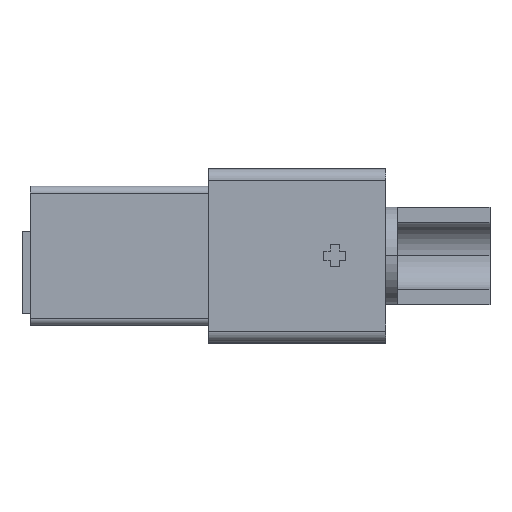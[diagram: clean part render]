
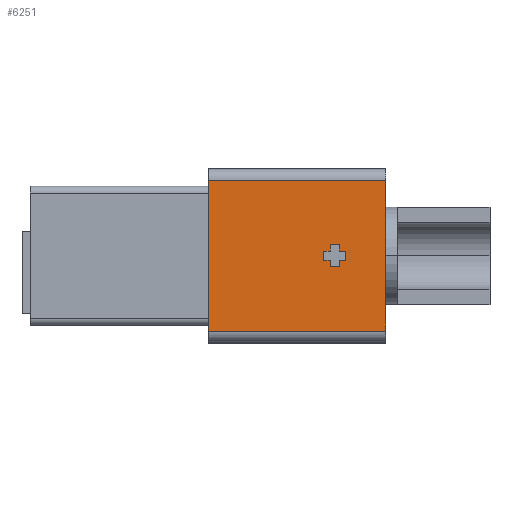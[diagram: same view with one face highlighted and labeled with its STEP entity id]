
A CAD part, top view. The second image highlights one B-rep face of the part: STEP entity #6251.
In plain terms, the highlighted planar face has unit normal (0, 0, 1).
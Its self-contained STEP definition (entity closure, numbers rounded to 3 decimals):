
#202 = LINE ( 'NONE', #9962, #5761 ) ;
#216 = CARTESIAN_POINT ( 'NONE',  ( 6.275, -0.2, 6.475 ) ) ;
#309 = VERTEX_POINT ( 'NONE', #1265 ) ;
#448 = VERTEX_POINT ( 'NONE', #1564 ) ;
#459 = LINE ( 'NONE', #10807, #13944 ) ;
#495 = CARTESIAN_POINT ( 'NONE',  ( 8., 0.475, 6.475 ) ) ;
#801 = ORIENTED_EDGE ( 'NONE', *, *, #12092, .F. ) ;
#1041 = VERTEX_POINT ( 'NONE', #13480 ) ;
#1109 = DIRECTION ( 'NONE',  ( 1., 0., 0. ) ) ;
#1265 = CARTESIAN_POINT ( 'NONE',  ( 5.6, -0.2, 6.475 ) ) ;
#1564 = CARTESIAN_POINT ( 'NONE',  ( 6., -0.2, 6.475 ) ) ;
#1584 = EDGE_CURVE ( 'NONE', #8196, #13467, #5448, .T. ) ;
#1743 = DIRECTION ( 'NONE',  ( -1., 0., 0. ) ) ;
#1771 = EDGE_LOOP ( 'NONE', ( #6948, #11088, #5126, #10738 ) ) ;
#1867 = CARTESIAN_POINT ( 'NONE',  ( 8., 3.25, 6.475 ) ) ;
#2006 = LINE ( 'NONE', #14405, #6253 ) ;
#2061 = DIRECTION ( 'NONE',  ( 0., -1., 0. ) ) ;
#2093 = LINE ( 'NONE', #7973, #11559 ) ;
#2224 = AXIS2_PLACEMENT_3D ( 'NONE', #2551, #13622, #12822 ) ;
#2551 = CARTESIAN_POINT ( 'NONE',  ( 8., -3.75, 6.475 ) ) ;
#2584 = CARTESIAN_POINT ( 'NONE',  ( 5.6, 0.475, 6.475 ) ) ;
#2610 = EDGE_CURVE ( 'NONE', #309, #8196, #10962, .T. ) ;
#2658 = DIRECTION ( 'NONE',  ( 1., 0., 0. ) ) ;
#2719 = DIRECTION ( 'NONE',  ( -1., 0., 0. ) ) ;
#2774 = ORIENTED_EDGE ( 'NONE', *, *, #1584, .F. ) ;
#3114 = CARTESIAN_POINT ( 'NONE',  ( 5.325, -0.2, 6.475 ) ) ;
#3186 = DIRECTION ( 'NONE',  ( 0., 1., 0. ) ) ;
#3192 = DIRECTION ( 'NONE',  ( 0., -1., 0. ) ) ;
#3337 = ORIENTED_EDGE ( 'NONE', *, *, #12157, .F. ) ;
#3427 = EDGE_CURVE ( 'NONE', #10303, #5052, #4863, .T. ) ;
#3463 = ORIENTED_EDGE ( 'NONE', *, *, #13086, .F. ) ;
#3494 = DIRECTION ( 'NONE',  ( 0., -1., 0. ) ) ;
#3528 = LINE ( 'NONE', #6846, #8816 ) ;
#3567 = VECTOR ( 'NONE', #2061, 1000. ) ;
#4697 = CARTESIAN_POINT ( 'NONE',  ( 6., -0.475, 6.475 ) ) ;
#4863 = LINE ( 'NONE', #9257, #6403 ) ;
#5052 = VERTEX_POINT ( 'NONE', #12677 ) ;
#5126 = ORIENTED_EDGE ( 'NONE', *, *, #8989, .F. ) ;
#5240 = VECTOR ( 'NONE', #2658, 1000. ) ;
#5448 = LINE ( 'NONE', #14377, #5911 ) ;
#5751 = DIRECTION ( 'NONE',  ( 0., -1., 0. ) ) ;
#5761 = VECTOR ( 'NONE', #3494, 1000. ) ;
#5911 = VECTOR ( 'NONE', #6473, 1000. ) ;
#5917 = LINE ( 'NONE', #10383, #6268 ) ;
#6114 = EDGE_CURVE ( 'NONE', #8016, #12594, #202, .T. ) ;
#6251 = ADVANCED_FACE ( 'NONE', ( #8132, #12614 ), #11434, .F. ) ;
#6253 = VECTOR ( 'NONE', #3186, 1000. ) ;
#6268 = VECTOR ( 'NONE', #8599, 1000. ) ;
#6378 = EDGE_CURVE ( 'NONE', #8788, #1041, #8837, .T. ) ;
#6403 = VECTOR ( 'NONE', #2719, 1000. ) ;
#6459 = EDGE_CURVE ( 'NONE', #1041, #7525, #10026, .T. ) ;
#6473 = DIRECTION ( 'NONE',  ( 1., 0., 0. ) ) ;
#6477 = CARTESIAN_POINT ( 'NONE',  ( 8., -0.2, 6.475 ) ) ;
#6846 = CARTESIAN_POINT ( 'NONE',  ( 5.325, -3.75, 6.475 ) ) ;
#6908 = CARTESIAN_POINT ( 'NONE',  ( 5.6, 0.2, 6.475 ) ) ;
#6929 = ORIENTED_EDGE ( 'NONE', *, *, #7278, .F. ) ;
#6948 = ORIENTED_EDGE ( 'NONE', *, *, #6459, .F. ) ;
#7278 = EDGE_CURVE ( 'NONE', #12419, #10303, #2006, .T. ) ;
#7294 = DIRECTION ( 'NONE',  ( -1., 0., 0. ) ) ;
#7375 = VERTEX_POINT ( 'NONE', #7807 ) ;
#7459 = CARTESIAN_POINT ( 'NONE',  ( 6., 0.475, 6.475 ) ) ;
#7516 = CARTESIAN_POINT ( 'NONE',  ( 5.6, -3.75, 6.475 ) ) ;
#7525 = VERTEX_POINT ( 'NONE', #10524 ) ;
#7633 = VECTOR ( 'NONE', #1109, 1000. ) ;
#7654 = LINE ( 'NONE', #11174, #10008 ) ;
#7807 = CARTESIAN_POINT ( 'NONE',  ( 0.35, 3.25, 6.475 ) ) ;
#7871 = EDGE_CURVE ( 'NONE', #8145, #13581, #3528, .T. ) ;
#7965 = ORIENTED_EDGE ( 'NONE', *, *, #6114, .F. ) ;
#7973 = CARTESIAN_POINT ( 'NONE',  ( 0.35, 3.25, 6.475 ) ) ;
#7988 = EDGE_LOOP ( 'NONE', ( #13069, #6929, #14078, #10286, #2774, #8898, #3337, #11052, #801, #7965, #11133, #3463 ) ) ;
#7993 = CARTESIAN_POINT ( 'NONE',  ( 5.325, 0.2, 6.475 ) ) ;
#8016 = VERTEX_POINT ( 'NONE', #2584 ) ;
#8132 = FACE_OUTER_BOUND ( 'NONE', #1771, .T. ) ;
#8145 = VERTEX_POINT ( 'NONE', #7993 ) ;
#8196 = VERTEX_POINT ( 'NONE', #11079 ) ;
#8511 = EDGE_CURVE ( 'NONE', #7525, #7375, #2093, .T. ) ;
#8599 = DIRECTION ( 'NONE',  ( 0., 1., 0. ) ) ;
#8788 = VERTEX_POINT ( 'NONE', #1867 ) ;
#8816 = VECTOR ( 'NONE', #5751, 1000. ) ;
#8837 = LINE ( 'NONE', #10084, #14407 ) ;
#8898 = ORIENTED_EDGE ( 'NONE', *, *, #2610, .F. ) ;
#8989 = EDGE_CURVE ( 'NONE', #7375, #8788, #13815, .T. ) ;
#9257 = CARTESIAN_POINT ( 'NONE',  ( 8., 0.2, 6.475 ) ) ;
#9962 = CARTESIAN_POINT ( 'NONE',  ( 5.6, -3.75, 6.475 ) ) ;
#9990 = LINE ( 'NONE', #11016, #11605 ) ;
#10008 = VECTOR ( 'NONE', #10133, 1000. ) ;
#10026 = LINE ( 'NONE', #13311, #10202 ) ;
#10061 = LINE ( 'NONE', #6477, #7633 ) ;
#10084 = CARTESIAN_POINT ( 'NONE',  ( 8., -3.75, 6.475 ) ) ;
#10097 = DIRECTION ( 'NONE',  ( 0., 1., 0. ) ) ;
#10133 = DIRECTION ( 'NONE',  ( 0., 1., 0. ) ) ;
#10202 = VECTOR ( 'NONE', #12363, 1000. ) ;
#10286 = ORIENTED_EDGE ( 'NONE', *, *, #12921, .F. ) ;
#10303 = VERTEX_POINT ( 'NONE', #10333 ) ;
#10333 = CARTESIAN_POINT ( 'NONE',  ( 6.275, 0.2, 6.475 ) ) ;
#10383 = CARTESIAN_POINT ( 'NONE',  ( 6., -3.75, 6.475 ) ) ;
#10524 = CARTESIAN_POINT ( 'NONE',  ( 0.35, -3.25, 6.475 ) ) ;
#10738 = ORIENTED_EDGE ( 'NONE', *, *, #8511, .F. ) ;
#10807 = CARTESIAN_POINT ( 'NONE',  ( 8., 0.2, 6.475 ) ) ;
#10962 = LINE ( 'NONE', #7516, #3567 ) ;
#11016 = CARTESIAN_POINT ( 'NONE',  ( 8., -0.2, 6.475 ) ) ;
#11052 = ORIENTED_EDGE ( 'NONE', *, *, #7871, .F. ) ;
#11079 = CARTESIAN_POINT ( 'NONE',  ( 5.6, -0.475, 6.475 ) ) ;
#11088 = ORIENTED_EDGE ( 'NONE', *, *, #6378, .F. ) ;
#11133 = ORIENTED_EDGE ( 'NONE', *, *, #12655, .F. ) ;
#11157 = EDGE_CURVE ( 'NONE', #448, #12419, #9990, .T. ) ;
#11174 = CARTESIAN_POINT ( 'NONE',  ( 6., -3.75, 6.475 ) ) ;
#11434 = PLANE ( 'NONE',  #2224 ) ;
#11559 = VECTOR ( 'NONE', #10097, 1000. ) ;
#11605 = VECTOR ( 'NONE', #12111, 1000. ) ;
#11748 = VERTEX_POINT ( 'NONE', #7459 ) ;
#12092 = EDGE_CURVE ( 'NONE', #12594, #8145, #459, .T. ) ;
#12111 = DIRECTION ( 'NONE',  ( 1., 0., 0. ) ) ;
#12157 = EDGE_CURVE ( 'NONE', #13581, #309, #10061, .T. ) ;
#12363 = DIRECTION ( 'NONE',  ( -1., 0., 0. ) ) ;
#12419 = VERTEX_POINT ( 'NONE', #216 ) ;
#12594 = VERTEX_POINT ( 'NONE', #6908 ) ;
#12614 = FACE_BOUND ( 'NONE', #7988, .T. ) ;
#12651 = CARTESIAN_POINT ( 'NONE',  ( 8., 3.25, 6.475 ) ) ;
#12655 = EDGE_CURVE ( 'NONE', #11748, #8016, #12763, .T. ) ;
#12677 = CARTESIAN_POINT ( 'NONE',  ( 6., 0.2, 6.475 ) ) ;
#12763 = LINE ( 'NONE', #495, #14206 ) ;
#12822 = DIRECTION ( 'NONE',  ( -1., 0., 0. ) ) ;
#12921 = EDGE_CURVE ( 'NONE', #13467, #448, #5917, .T. ) ;
#13069 = ORIENTED_EDGE ( 'NONE', *, *, #3427, .F. ) ;
#13086 = EDGE_CURVE ( 'NONE', #5052, #11748, #7654, .T. ) ;
#13311 = CARTESIAN_POINT ( 'NONE',  ( 8., -3.25, 6.475 ) ) ;
#13467 = VERTEX_POINT ( 'NONE', #4697 ) ;
#13480 = CARTESIAN_POINT ( 'NONE',  ( 8., -3.25, 6.475 ) ) ;
#13581 = VERTEX_POINT ( 'NONE', #3114 ) ;
#13622 = DIRECTION ( 'NONE',  ( 0., 0., -1. ) ) ;
#13815 = LINE ( 'NONE', #12651, #5240 ) ;
#13944 = VECTOR ( 'NONE', #7294, 1000. ) ;
#14078 = ORIENTED_EDGE ( 'NONE', *, *, #11157, .F. ) ;
#14206 = VECTOR ( 'NONE', #1743, 1000. ) ;
#14377 = CARTESIAN_POINT ( 'NONE',  ( 8., -0.475, 6.475 ) ) ;
#14405 = CARTESIAN_POINT ( 'NONE',  ( 6.275, -3.75, 6.475 ) ) ;
#14407 = VECTOR ( 'NONE', #3192, 1000. ) ;
